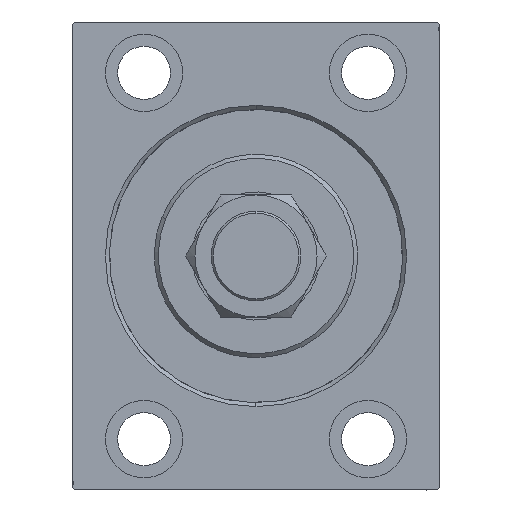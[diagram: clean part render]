
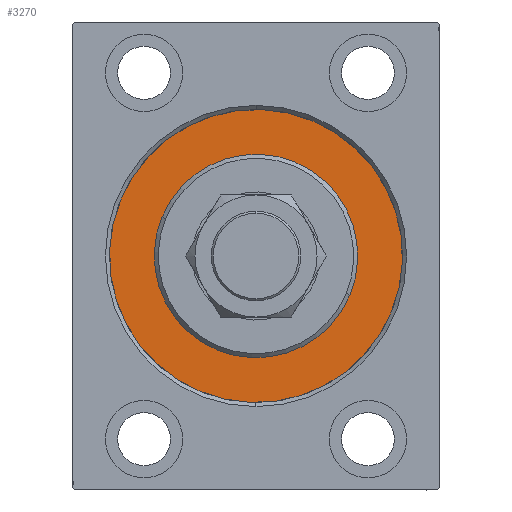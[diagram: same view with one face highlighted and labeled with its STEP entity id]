
A CAD part, left-side view. The second image highlights one B-rep face of the part: STEP entity #3270.
In plain terms, the highlighted face is planar.
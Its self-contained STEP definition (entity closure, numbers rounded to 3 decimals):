
#760 = EDGE_CURVE ( 'NONE', #10133, #2312, #41962, .T. ) ;
#1230 = VERTEX_POINT ( 'NONE', #30446 ) ;
#2209 = CARTESIAN_POINT ( 'NONE',  ( 0., 0., 0. ) ) ;
#2312 = VERTEX_POINT ( 'NONE', #32744 ) ;
#2740 = CARTESIAN_POINT ( 'NONE',  ( 0., 0., 0. ) ) ;
#3270 = ADVANCED_FACE ( 'NONE', ( #34987, #17230 ), #40399, .F. ) ;
#4705 = DIRECTION ( 'NONE',  ( 1., 0., 0. ) ) ;
#5551 = CARTESIAN_POINT ( 'NONE',  ( 0., 0., -25. ) ) ;
#6037 = EDGE_LOOP ( 'NONE', ( #17726, #39742 ) ) ;
#7587 = EDGE_LOOP ( 'NONE', ( #41009, #28737 ) ) ;
#7673 = AXIS2_PLACEMENT_3D ( 'NONE', #2209, #9346, #19042 ) ;
#9346 = DIRECTION ( 'NONE',  ( -1., 0., 0. ) ) ;
#9695 = CARTESIAN_POINT ( 'NONE',  ( 0., 0., 0. ) ) ;
#10133 = VERTEX_POINT ( 'NONE', #5551 ) ;
#14048 = AXIS2_PLACEMENT_3D ( 'NONE', #2740, #31292, #16781 ) ;
#15426 = EDGE_CURVE ( 'NONE', #2312, #10133, #16490, .T. ) ;
#16490 = CIRCLE ( 'NONE', #42261, 25. ) ;
#16781 = DIRECTION ( 'NONE',  ( 0., 0., 1. ) ) ;
#17220 = CIRCLE ( 'NONE', #7673, 36. ) ;
#17230 = FACE_OUTER_BOUND ( 'NONE', #6037, .T. ) ;
#17569 = VERTEX_POINT ( 'NONE', #29682 ) ;
#17726 = ORIENTED_EDGE ( 'NONE', *, *, #44963, .F. ) ;
#18786 = DIRECTION ( 'NONE',  ( 0., 0., -1. ) ) ;
#19042 = DIRECTION ( 'NONE',  ( 0., 0., 1. ) ) ;
#20083 = DIRECTION ( 'NONE',  ( -1., 0., 0. ) ) ;
#22107 = AXIS2_PLACEMENT_3D ( 'NONE', #43250, #36320, #18786 ) ;
#23276 = AXIS2_PLACEMENT_3D ( 'NONE', #9695, #20083, #44984 ) ;
#28737 = ORIENTED_EDGE ( 'NONE', *, *, #760, .F. ) ;
#29148 = CIRCLE ( 'NONE', #23276, 36. ) ;
#29682 = CARTESIAN_POINT ( 'NONE',  ( 0., 0., -36. ) ) ;
#30033 = CARTESIAN_POINT ( 'NONE',  ( 0., 0., 0. ) ) ;
#30446 = CARTESIAN_POINT ( 'NONE',  ( 0., 0., 36. ) ) ;
#31292 = DIRECTION ( 'NONE',  ( -1., 0., 0. ) ) ;
#32744 = CARTESIAN_POINT ( 'NONE',  ( 0., 0., 25. ) ) ;
#34987 = FACE_BOUND ( 'NONE', #7587, .T. ) ;
#36320 = DIRECTION ( 'NONE',  ( 1., 0., 0. ) ) ;
#36968 = DIRECTION ( 'NONE',  ( 0., 0., -1. ) ) ;
#39667 = EDGE_CURVE ( 'NONE', #1230, #17569, #17220, .T. ) ;
#39742 = ORIENTED_EDGE ( 'NONE', *, *, #39667, .F. ) ;
#40399 = PLANE ( 'NONE',  #14048 ) ;
#41009 = ORIENTED_EDGE ( 'NONE', *, *, #15426, .F. ) ;
#41962 = CIRCLE ( 'NONE', #22107, 25. ) ;
#42261 = AXIS2_PLACEMENT_3D ( 'NONE', #30033, #4705, #36968 ) ;
#43250 = CARTESIAN_POINT ( 'NONE',  ( 0., 0., 0. ) ) ;
#44963 = EDGE_CURVE ( 'NONE', #17569, #1230, #29148, .T. ) ;
#44984 = DIRECTION ( 'NONE',  ( 0., 0., 1. ) ) ;
